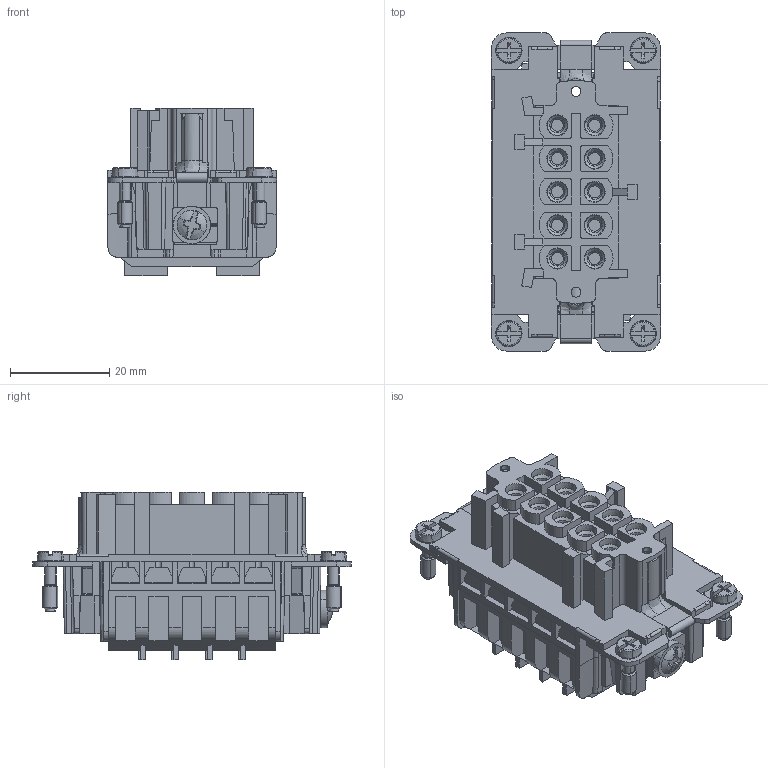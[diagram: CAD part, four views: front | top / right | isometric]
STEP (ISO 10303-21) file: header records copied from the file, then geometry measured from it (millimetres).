
FILE_DESCRIPTION(('CATIA V5 STEP Exchange','CAx-IF Rec.Pracs.--- Model Styling and Organization---1.5--- 2016-08-15','CAx-IF Rec.Pracs.---Supplemental Geometry---1.0---2011-11-01','CAx-IF Rec.Pracs.--- Composite Materials ---1.1---2010-07-15'),'2;1');
FILE_NAME ('1968683-2_0', '2025-04-28T07:20:58+00:00', ('none'), ('Weidmueller'), 'CATIA Version 5-6 Release 2022 SP4 HF5', 'CATIA V5 STEP AP214 v3', 'none');
FILE_SCHEMA(('AUTOMOTIVE_DESIGN { 1 0 10303 214 1 1 1 1 }'));
Products named in the file (1): 3001220000
Bounding box: 34 x 64 x 33.75 mm (x, y, z)
Volume: 31078.8 mm3; surface area: 23001.8 mm2
Topology: 1 solids, 21 shells, 1888 faces, 5427 edges, 3593 vertices
Faces by surface type: plane 1224, cylinder 382, cone 188, torus 48, bspline 24, extrusion 10, revolution 8, sphere 4
Entity records: 59743 total; most frequent: CARTESIAN_POINT 15342, ORIENTED_EDGE 10854, DIRECTION 6544, EDGE_CURVE 5427, VECTOR 4032, LINE 4022, VERTEX_POINT 3593, EDGE_LOOP 1998
